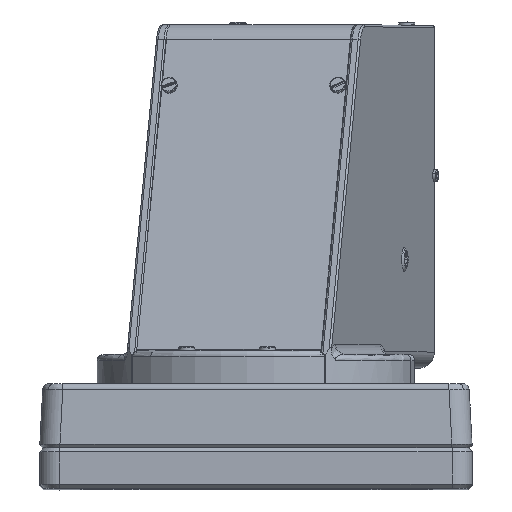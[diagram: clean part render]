
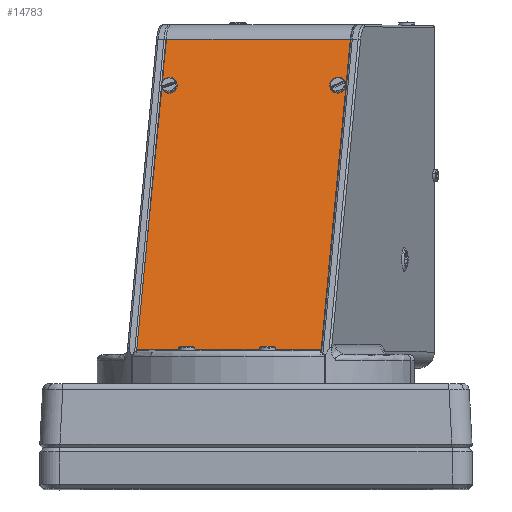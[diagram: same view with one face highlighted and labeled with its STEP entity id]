
A CAD part, top view. The second image highlights one B-rep face of the part: STEP entity #14783.
In plain terms, the highlighted face is planar.
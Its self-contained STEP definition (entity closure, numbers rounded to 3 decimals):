
#58 = CIRCLE ( 'NONE', #374, 2.15 ) ;
#114 = VECTOR ( 'NONE', #9412, 1000. ) ;
#235 = VECTOR ( 'NONE', #8396, 1000. ) ;
#288 = VECTOR ( 'NONE', #8359, 1000. ) ;
#374 = AXIS2_PLACEMENT_3D ( 'NONE', #8403, #8404, #8405 ) ;
#4478 = VERTEX_POINT ( 'NONE', #22125 ) ;
#4480 = VERTEX_POINT ( 'NONE', #22126 ) ;
#4486 = VERTEX_POINT ( 'NONE', #22129 ) ;
#4487 = VERTEX_POINT ( 'NONE', #22130 ) ;
#4502 = VERTEX_POINT ( 'NONE', #22138 ) ;
#4505 = VERTEX_POINT ( 'NONE', #22139 ) ;
#4508 = VERTEX_POINT ( 'NONE', #22141 ) ;
#4510 = VERTEX_POINT ( 'NONE', #22142 ) ;
#4540 = PLANE ( 'NONE',  #17995 ) ;
#4542 = CARTESIAN_POINT ( 'NONE',  ( -66.732, 162.33, 94. ) ) ;
#4544 = DIRECTION ( 'NONE',  ( -0.921, -0.391, 0. ) ) ;
#4546 = DIRECTION ( 'NONE',  ( 0.391, -0.921, 0. ) ) ;
#7234 = LINE ( 'NONE', #8358, #288 ) ;
#7243 = LINE ( 'NONE', #8395, #235 ) ;
#7449 = LINE ( 'NONE', #9411, #114 ) ;
#7616 = LINE ( 'NONE', #10336, #18261 ) ;
#8358 = CARTESIAN_POINT ( 'NONE',  ( -66.732, 162.33, 94. ) ) ;
#8359 = DIRECTION ( 'NONE',  ( -0.391, 0.921, 0. ) ) ;
#8395 = CARTESIAN_POINT ( 'NONE',  ( 1.841, 0.781, 94. ) ) ;
#8396 = DIRECTION ( 'NONE',  ( 0., 0., -1. ) ) ;
#8403 = CARTESIAN_POINT ( 'NONE',  ( -53.838, 131.953, 90. ) ) ;
#8404 = DIRECTION ( 'NONE',  ( 0.921, 0.391, 0. ) ) ;
#8405 = DIRECTION ( 'NONE',  ( -0.391, 0.921, 0. ) ) ;
#9411 = CARTESIAN_POINT ( 'NONE',  ( -63.629, 155.019, 94. ) ) ;
#9412 = DIRECTION ( 'NONE',  ( 0., 0., 1. ) ) ;
#9433 = CARTESIAN_POINT ( 'NONE',  ( -53.838, 131.953, 90. ) ) ;
#9434 = DIRECTION ( 'NONE',  ( 0.921, 0.391, 0. ) ) ;
#9435 = DIRECTION ( 'NONE',  ( -0.391, 0.921, 0. ) ) ;
#9676 = CARTESIAN_POINT ( 'NONE',  ( -53.838, 131.953, 4. ) ) ;
#9677 = DIRECTION ( 'NONE',  ( 0.921, 0.391, 0. ) ) ;
#9678 = DIRECTION ( 'NONE',  ( -0.391, 0.921, 0. ) ) ;
#10333 = CARTESIAN_POINT ( 'NONE',  ( -53.838, 131.953, 4. ) ) ;
#10334 = DIRECTION ( 'NONE',  ( 0.921, 0.391, 0. ) ) ;
#10335 = DIRECTION ( 'NONE',  ( -0.391, 0.921, 0. ) ) ;
#10336 = CARTESIAN_POINT ( 'NONE',  ( -66.732, 162.33, 0. ) ) ;
#10337 = DIRECTION ( 'NONE',  ( -0.391, 0.921, 0. ) ) ;
#10833 = CIRCLE ( 'NONE', #11001, 2.15 ) ;
#10901 = AXIS2_PLACEMENT_3D ( 'NONE', #9676, #9677, #9678 ) ;
#10904 = CIRCLE ( 'NONE', #10901, 2.15 ) ;
#11001 = AXIS2_PLACEMENT_3D ( 'NONE', #9433, #9434, #9435 ) ;
#12506 = EDGE_LOOP ( 'NONE', ( #13618, #13616 ) ) ;
#12507 = EDGE_LOOP ( 'NONE', ( #13588, #13485 ) ) ;
#12508 = EDGE_LOOP ( 'NONE', ( #13581, #13489, #13448, #13532 ) ) ;
#13448 = ORIENTED_EDGE ( 'NONE', *, *, #21350, .F. ) ;
#13485 = ORIENTED_EDGE ( 'NONE', *, *, #21593, .F. ) ;
#13489 = ORIENTED_EDGE ( 'NONE', *, *, #21585, .T. ) ;
#13532 = ORIENTED_EDGE ( 'NONE', *, *, #21364, .T. ) ;
#13581 = ORIENTED_EDGE ( 'NONE', *, *, #21864, .T. ) ;
#13588 = ORIENTED_EDGE ( 'NONE', *, *, #21367, .F. ) ;
#13616 = ORIENTED_EDGE ( 'NONE', *, *, #21631, .F. ) ;
#13618 = ORIENTED_EDGE ( 'NONE', *, *, #21863, .F. ) ;
#14783 = ADVANCED_FACE ( 'NONE', ( #24883, #24884, #24885 ), #4540, .F. ) ;
#17995 = AXIS2_PLACEMENT_3D ( 'NONE', #4542, #4544, #4546 ) ;
#18095 = AXIS2_PLACEMENT_3D ( 'NONE', #10333, #10334, #10335 ) ;
#18193 = CIRCLE ( 'NONE', #18095, 2.15 ) ;
#18261 = VECTOR ( 'NONE', #10337, 1000. ) ;
#21350 = EDGE_CURVE ( 'NONE', #4505, #4510, #7234, .T. ) ;
#21364 = EDGE_CURVE ( 'NONE', #4505, #4502, #7243, .T. ) ;
#21367 = EDGE_CURVE ( 'NONE', #4487, #4486, #58, .T. ) ;
#21585 = EDGE_CURVE ( 'NONE', #4508, #4510, #7449, .T. ) ;
#21593 = EDGE_CURVE ( 'NONE', #4486, #4487, #10833, .T. ) ;
#21631 = EDGE_CURVE ( 'NONE', #4478, #4480, #10904, .T. ) ;
#21863 = EDGE_CURVE ( 'NONE', #4480, #4478, #18193, .T. ) ;
#21864 = EDGE_CURVE ( 'NONE', #4502, #4508, #7616, .T. ) ;
#22125 = CARTESIAN_POINT ( 'NONE',  ( -52.998, 129.974, 4. ) ) ;
#22126 = CARTESIAN_POINT ( 'NONE',  ( -54.678, 133.932, 4. ) ) ;
#22129 = CARTESIAN_POINT ( 'NONE',  ( -52.998, 129.974, 90. ) ) ;
#22130 = CARTESIAN_POINT ( 'NONE',  ( -54.678, 133.932, 90. ) ) ;
#22138 = CARTESIAN_POINT ( 'NONE',  ( 1.841, 0.781, 0. ) ) ;
#22139 = CARTESIAN_POINT ( 'NONE',  ( 1.841, 0.781, 94. ) ) ;
#22141 = CARTESIAN_POINT ( 'NONE',  ( -63.629, 155.019, 0. ) ) ;
#22142 = CARTESIAN_POINT ( 'NONE',  ( -63.629, 155.019, 94. ) ) ;
#24883 = FACE_BOUND ( 'NONE', #12506, .T. ) ;
#24884 = FACE_BOUND ( 'NONE', #12507, .T. ) ;
#24885 = FACE_OUTER_BOUND ( 'NONE', #12508, .T. ) ;
